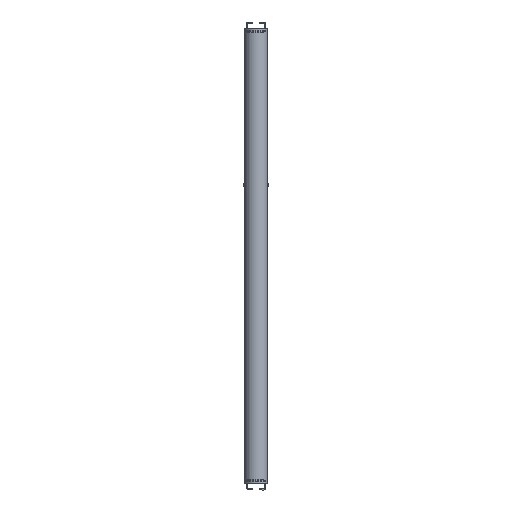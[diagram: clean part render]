
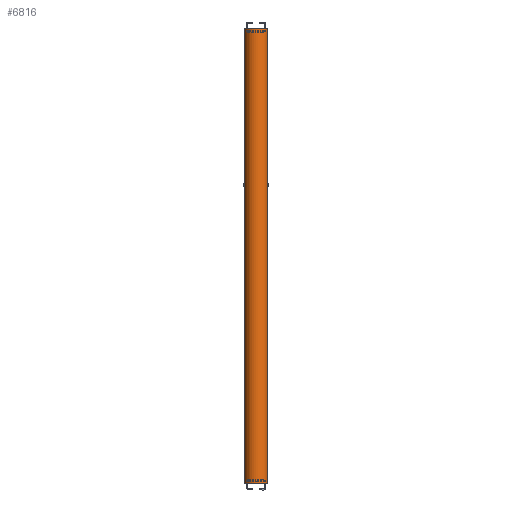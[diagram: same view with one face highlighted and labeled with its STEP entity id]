
A CAD part, front view. The second image highlights one B-rep face of the part: STEP entity #6816.
In plain terms, the highlighted cylindrical face has radius 16 mm (diameter 32 mm), a full revolution.
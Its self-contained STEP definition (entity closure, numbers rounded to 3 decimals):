
#533=FACE_OUTER_BOUND('',#933,.T.);
#933=EDGE_LOOP('',(#4644,#4645,#4646,#4647));
#1371=LINE('',#10928,#1964);
#1964=VECTOR('',#8602,16.);
#2560=CIRCLE('',#7710,16.);
#2561=CIRCLE('',#7711,16.);
#2970=VERTEX_POINT('',#10925);
#2971=VERTEX_POINT('',#10927);
#3632=EDGE_CURVE('',#2970,#2970,#2560,.T.);
#3633=EDGE_CURVE('',#2970,#2971,#1371,.T.);
#3634=EDGE_CURVE('',#2971,#2971,#2561,.T.);
#4644=ORIENTED_EDGE('',*,*,#3632,.T.);
#4645=ORIENTED_EDGE('',*,*,#3633,.T.);
#4646=ORIENTED_EDGE('',*,*,#3634,.F.);
#4647=ORIENTED_EDGE('',*,*,#3633,.F.);
#6641=CYLINDRICAL_SURFACE('',#7709,16.);
#6816=ADVANCED_FACE('',(#533),#6641,.T.);
#7709=AXIS2_PLACEMENT_3D('',#10924,#8598,#8599);
#7710=AXIS2_PLACEMENT_3D('',#10926,#8600,#8601);
#7711=AXIS2_PLACEMENT_3D('',#10929,#8603,#8604);
#8598=DIRECTION('center_axis',(0.,0.,1.));
#8599=DIRECTION('ref_axis',(-1.,0.,0.));
#8600=DIRECTION('center_axis',(0.,0.,-1.));
#8601=DIRECTION('ref_axis',(-1.,0.,0.));
#8602=DIRECTION('',(0.,0.,-1.));
#8603=DIRECTION('center_axis',(0.,0.,-1.));
#8604=DIRECTION('ref_axis',(-1.,0.,0.));
#10924=CARTESIAN_POINT('Origin',(0.,0.,0.));
#10925=CARTESIAN_POINT('',(16.,0.,622.6));
#10926=CARTESIAN_POINT('Origin',(0.,0.,622.6));
#10927=CARTESIAN_POINT('',(16.,0.,0.));
#10928=CARTESIAN_POINT('',(16.,0.,0.));
#10929=CARTESIAN_POINT('Origin',(0.,0.,0.));
